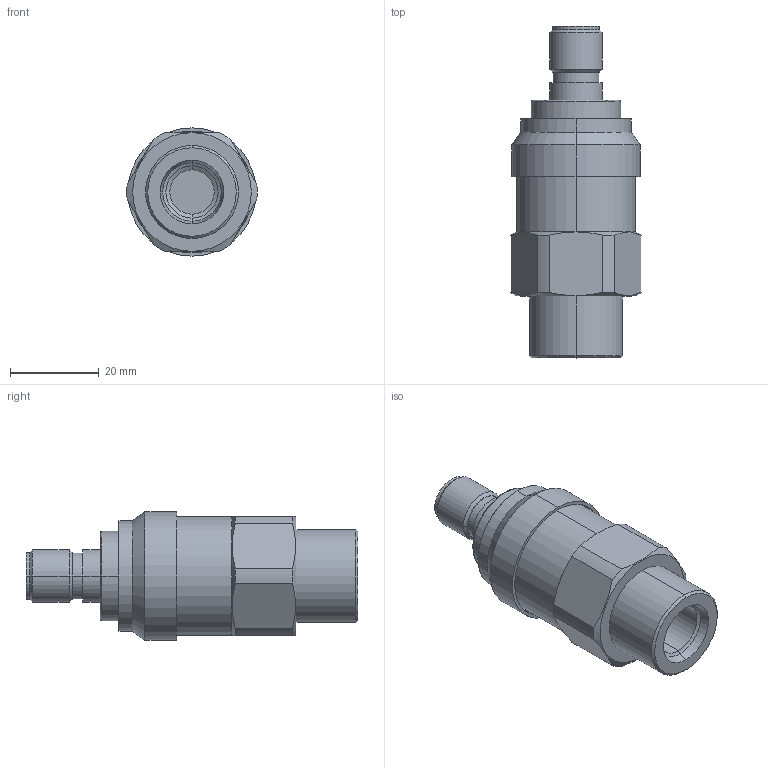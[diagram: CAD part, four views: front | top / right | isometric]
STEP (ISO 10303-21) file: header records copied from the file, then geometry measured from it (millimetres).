
FILE_DESCRIPTION (( 'STEP AP214' ), '1' );
FILE_NAME ('847X.XX.XX.10.35.STEP', '2017-06-26T11:47:08', ( 'upgadmin' ), ( 'Hewlett-Packard Company' ), 'SwSTEP 2.0', 'SolidWorks 2016', '' );
FILE_SCHEMA (( 'AUTOMOTIVE_DESIGN' ));
Length unit declared in the file: millimetre
Products named in the file (9): C26008_defeatured; 847X.XX.XX.10.35; M12x1; K71013_K71013; C24031_C24031; K71013; C24031
Assembly tree (4 placements, depth 2):
  C26008_defeatured
  847X.XX.XX.10.35
    C26008_defeatured
    C24031_C24031
    K71013_K71013
    M12x1
  M12x1
  K71013
  C24031
Bounding box: 29.48 x 75 x 29 mm (x, y, z)
Volume: 28812.9 mm3; surface area: 11519 mm2
Topology: 4 solids, 4 shells, 150 faces, 312 edges, 188 vertices
Faces by surface type: cylinder 59, plane 35, cone 28, torus 28
Entity records: 4797 total; most frequent: DIRECTION 806, CARTESIAN_POINT 794, ORIENTED_EDGE 624, AXIS2_PLACEMENT_3D 352, EDGE_CURVE 312, CIRCLE 194, VERTEX_POINT 188, EDGE_LOOP 172
